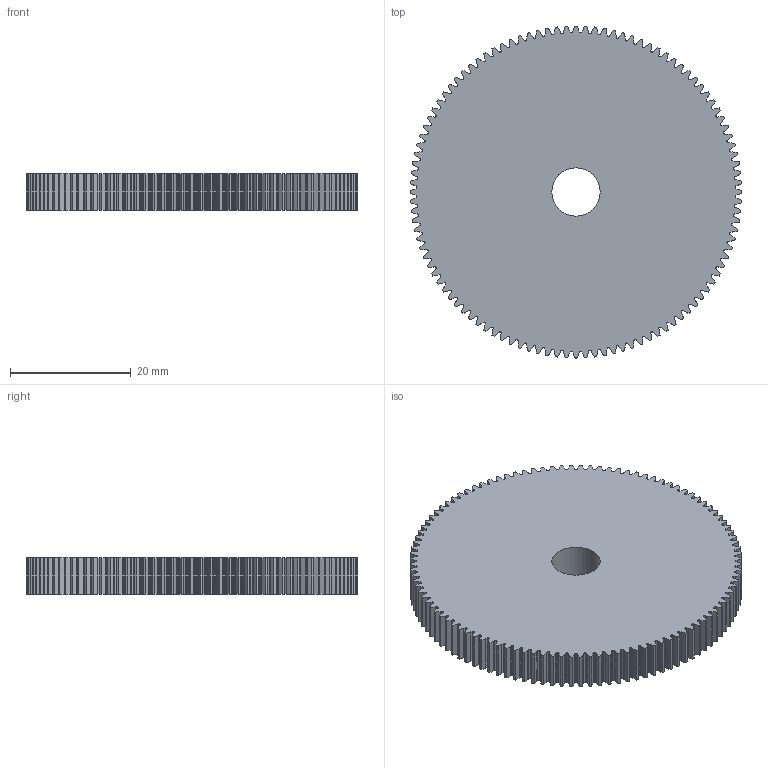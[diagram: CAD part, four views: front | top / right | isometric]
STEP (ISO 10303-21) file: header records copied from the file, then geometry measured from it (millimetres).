
FILE_DESCRIPTION(('FreeCAD Model'),'2;1');
FILE_NAME('108t05mod20pa_drive gear.step','2017-10-16T11:30:32',('Author'),('' ),'Open CASCADE STEP processor 6.9','FreeCAD','Unknown');
FILE_SCHEMA(('AUTOMOTIVE_DESIGN { 1 0 10303 214 1 1 1 1 }'));
Products named in the file (1): Pocket
Bounding box: 55 x 55 x 6 mm (x, y, z)
Volume: 13409.5 mm3; surface area: 6617.1 mm2
Topology: 1 solids, 1 shells, 867 faces, 2595 edges, 1730 vertices
Faces by surface type: cylinder 433, extrusion 432, plane 2
Full cylindrical faces by diameter (mm): 8 x1
Entity records: 67515 total; most frequent: CARTESIAN_POINT 19455, DIRECTION 7795, ORIENTED_EDGE 5190, PCURVE 5190, DEFINITIONAL_REPRESENTATION 5190, VECTOR 4757, LINE 4325, EDGE_CURVE 2595
